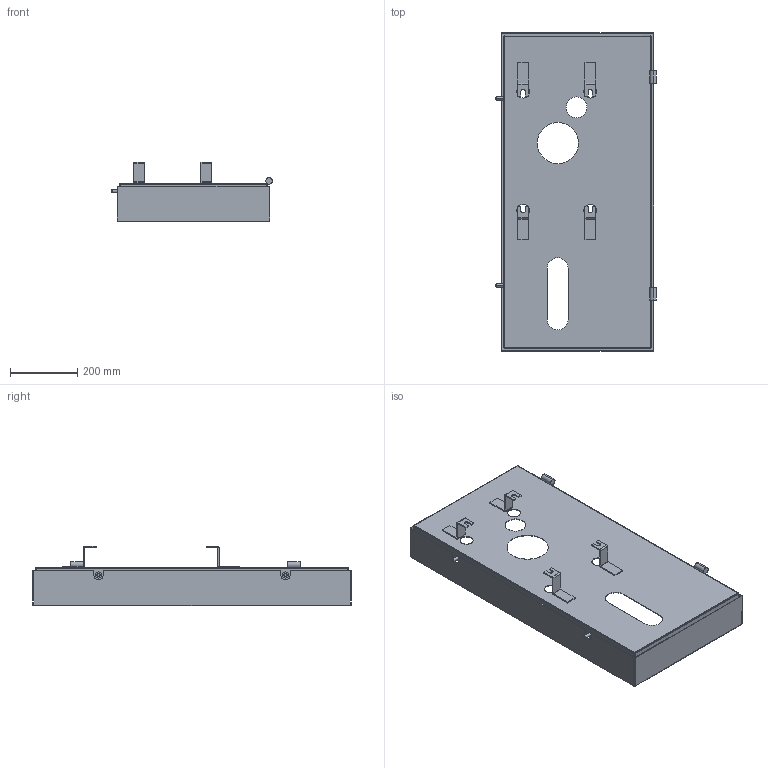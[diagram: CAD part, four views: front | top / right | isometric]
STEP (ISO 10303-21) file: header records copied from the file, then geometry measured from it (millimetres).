
FILE_DESCRIPTION (( 'STEP AP214' ), '1' );
FILE_NAME ('SMR3-BG.step', '2016-11-22T21:13:20', ( '' ), ( '' ), 'SwSTEP 2.0', 'SolidWorks 2016', '' );
FILE_SCHEMA (( 'AUTOMOTIVE_DESIGN' ));
Length unit declared in the file: inch
Products named in the file (1): SMR3-BG
Bounding box: 478 x 948 x 178 mm (x, y, z)
Volume: 1605149.1 mm3; surface area: 1750129.9 mm2
Topology: 10 solids, 10 shells, 214 faces, 512 edges, 320 vertices
Faces by surface type: plane 130, cylinder 64, bspline 16, cone 4
Entity records: 9785 total; most frequent: CARTESIAN_POINT 1895, ORIENTED_EDGE 1024, DIRECTION 982, EDGE_CURVE 512, VECTOR 376, LINE 376, VERTEX_POINT 320, AXIS2_PLACEMENT_3D 303
